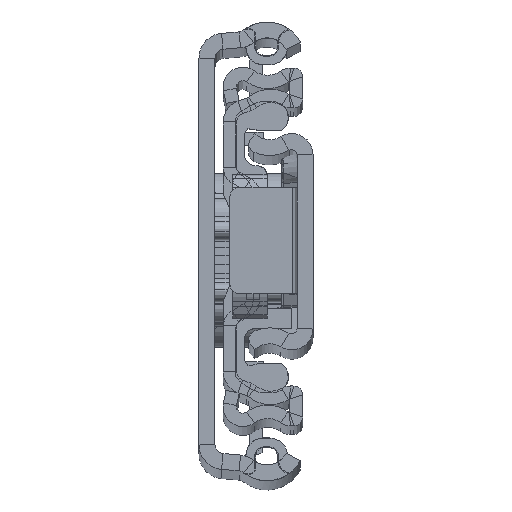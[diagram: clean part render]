
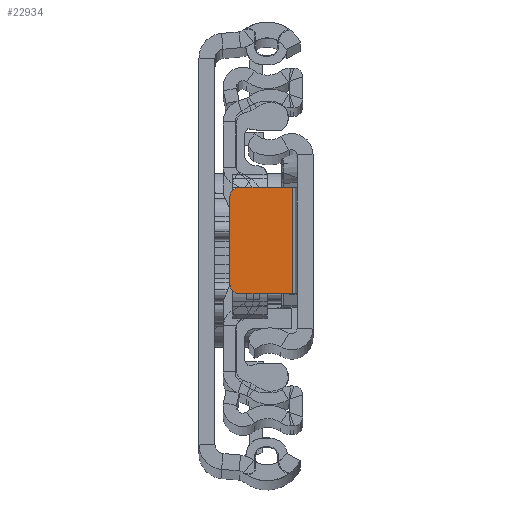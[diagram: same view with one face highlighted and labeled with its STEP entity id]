
A CAD part, top view. The second image highlights one B-rep face of the part: STEP entity #22934.
In plain terms, the highlighted planar face has unit normal (0, 0, 1).
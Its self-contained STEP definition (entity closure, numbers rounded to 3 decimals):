
#186 = ORIENTED_EDGE ( 'NONE', *, *, #6446, .F. ) ;
#723 = ORIENTED_EDGE ( 'NONE', *, *, #15109, .T. ) ;
#1381 = CARTESIAN_POINT ( 'NONE',  ( -8.4, -4.849, -6.8 ) ) ;
#1777 = DIRECTION ( 'NONE',  ( 1., 0., 0. ) ) ;
#1972 = AXIS2_PLACEMENT_3D ( 'NONE', #1381, #27446, #3942 ) ;
#2636 = DIRECTION ( 'NONE',  ( -1., 0., 0. ) ) ;
#2838 = DIRECTION ( 'NONE',  ( 0., 1., 0. ) ) ;
#2970 = ORIENTED_EDGE ( 'NONE', *, *, #6488, .F. ) ;
#3334 = CARTESIAN_POINT ( 'NONE',  ( -9.4, 6.151, -6.8 ) ) ;
#3942 = DIRECTION ( 'NONE',  ( 1., 0., 0. ) ) ;
#3997 = DIRECTION ( 'NONE',  ( 0., 0., 1. ) ) ;
#4346 = FACE_OUTER_BOUND ( 'NONE', #30558, .T. ) ;
#5103 = VERTEX_POINT ( 'NONE', #32142 ) ;
#6446 = EDGE_CURVE ( 'NONE', #21097, #9276, #32631, .T. ) ;
#6488 = EDGE_CURVE ( 'NONE', #30069, #21097, #17355, .T. ) ;
#6925 = CARTESIAN_POINT ( 'NONE',  ( 0., 0., -6.8 ) ) ;
#7388 = ORIENTED_EDGE ( 'NONE', *, *, #19173, .F. ) ;
#7744 = CARTESIAN_POINT ( 'NONE',  ( -9.4, -4.849, -6.8 ) ) ;
#8262 = CARTESIAN_POINT ( 'NONE',  ( -2.3, -5.849, -6.8 ) ) ;
#8343 = VERTEX_POINT ( 'NONE', #28281 ) ;
#9162 = CARTESIAN_POINT ( 'NONE',  ( -2.3, 6.151, -6.8 ) ) ;
#9276 = VERTEX_POINT ( 'NONE', #8262 ) ;
#9641 = CIRCLE ( 'NONE', #1972, 1. ) ;
#10333 = VECTOR ( 'NONE', #2838, 1000. ) ;
#11631 = EDGE_CURVE ( 'NONE', #22113, #5103, #9641, .T. ) ;
#12543 = DIRECTION ( 'NONE',  ( 0., 0., 1. ) ) ;
#13494 = ORIENTED_EDGE ( 'NONE', *, *, #11631, .T. ) ;
#15109 = EDGE_CURVE ( 'NONE', #30069, #8343, #21381, .T. ) ;
#17312 = AXIS2_PLACEMENT_3D ( 'NONE', #6925, #3997, #1777 ) ;
#17355 = LINE ( 'NONE', #24927, #20582 ) ;
#18298 = VECTOR ( 'NONE', #2636, 1000. ) ;
#18639 = AXIS2_PLACEMENT_3D ( 'NONE', #25075, #12543, #25412 ) ;
#18762 = LINE ( 'NONE', #3334, #10333 ) ;
#19173 = EDGE_CURVE ( 'NONE', #22113, #8343, #18762, .T. ) ;
#20126 = DIRECTION ( 'NONE',  ( 1., 0., 0. ) ) ;
#20582 = VECTOR ( 'NONE', #20126, 1000. ) ;
#21097 = VERTEX_POINT ( 'NONE', #30708 ) ;
#21381 = CIRCLE ( 'NONE', #18639, 1. ) ;
#22113 = VERTEX_POINT ( 'NONE', #7744 ) ;
#22934 = ADVANCED_FACE ( 'NONE', ( #4346 ), #27152, .T. ) ;
#23378 = CARTESIAN_POINT ( 'NONE',  ( -9.4, -5.849, -6.8 ) ) ;
#24927 = CARTESIAN_POINT ( 'NONE',  ( -1.8, 6.151, -6.8 ) ) ;
#25075 = CARTESIAN_POINT ( 'NONE',  ( -8.4, 5.151, -6.8 ) ) ;
#25412 = DIRECTION ( 'NONE',  ( 1., 0., 0. ) ) ;
#26133 = LINE ( 'NONE', #23378, #18298 ) ;
#26932 = ORIENTED_EDGE ( 'NONE', *, *, #30784, .F. ) ;
#27152 = PLANE ( 'NONE',  #17312 ) ;
#27446 = DIRECTION ( 'NONE',  ( 0., 0., 1. ) ) ;
#28023 = DIRECTION ( 'NONE',  ( 0., -1., 0. ) ) ;
#28281 = CARTESIAN_POINT ( 'NONE',  ( -9.4, 5.151, -6.8 ) ) ;
#30069 = VERTEX_POINT ( 'NONE', #30565 ) ;
#30558 = EDGE_LOOP ( 'NONE', ( #7388, #13494, #26932, #186, #2970, #723 ) ) ;
#30565 = CARTESIAN_POINT ( 'NONE',  ( -8.4, 6.151, -6.8 ) ) ;
#30708 = CARTESIAN_POINT ( 'NONE',  ( -2.3, 6.151, -6.8 ) ) ;
#30784 = EDGE_CURVE ( 'NONE', #9276, #5103, #26133, .T. ) ;
#30995 = VECTOR ( 'NONE', #28023, 1000. ) ;
#32142 = CARTESIAN_POINT ( 'NONE',  ( -8.4, -5.849, -6.8 ) ) ;
#32631 = LINE ( 'NONE', #9162, #30995 ) ;
